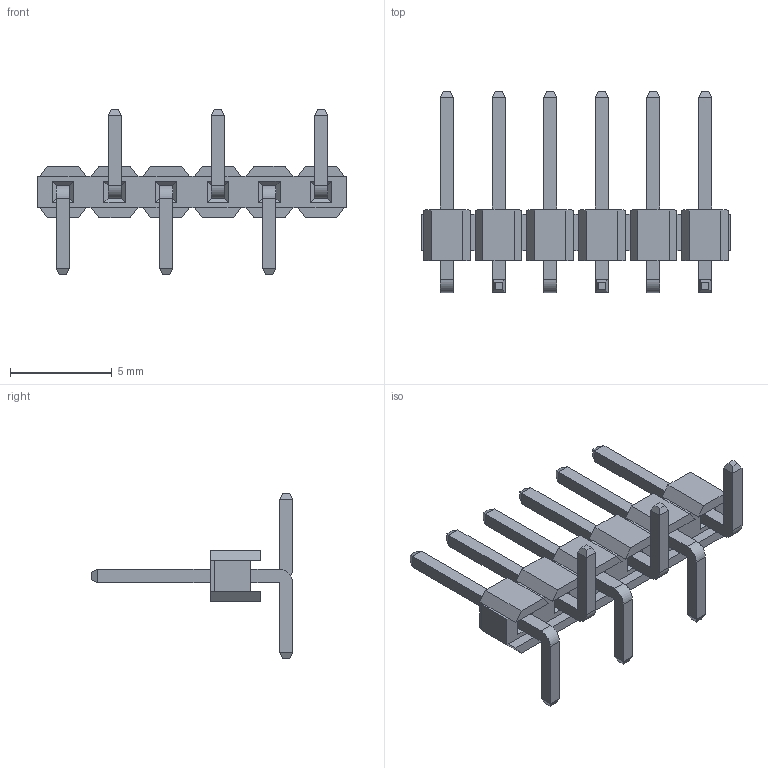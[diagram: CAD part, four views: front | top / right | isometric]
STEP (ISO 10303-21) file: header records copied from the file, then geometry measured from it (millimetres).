
FILE_DESCRIPTION (( 'STEP AP203' ), '1' );
FILE_NAME ('_ _ _C006SABC-M30RC.STEP', '2016-09-29T08:09:00', ( 'LUANN HERRING' ), ( 'SULLINS' ), 'SwSTEP 2.0', 'SolidWorks 2015', '' );
FILE_SCHEMA (( 'CONFIG_CONTROL_DESIGN' ));
Length unit declared in the file: inch
Products named in the file (2): _ _ _C006SABC-M30RC
Bounding box: 15.24 x 9.9 x 8.13 mm (x, y, z)
Volume: 102.7 mm3; surface area: 358.9 mm2
Topology: 1 solids, 1 shells, 252 faces, 594 edges, 356 vertices
Faces by surface type: plane 246, cylinder 6
Entity records: 7087 total; most frequent: CARTESIAN_POINT 1204, ORIENTED_EDGE 1188, DIRECTION 1114, EDGE_CURVE 594, VECTOR 582, LINE 582, VERTEX_POINT 356, AXIS2_PLACEMENT_3D 266
